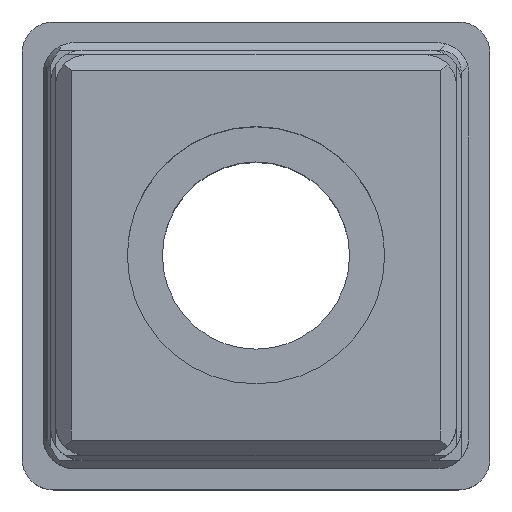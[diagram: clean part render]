
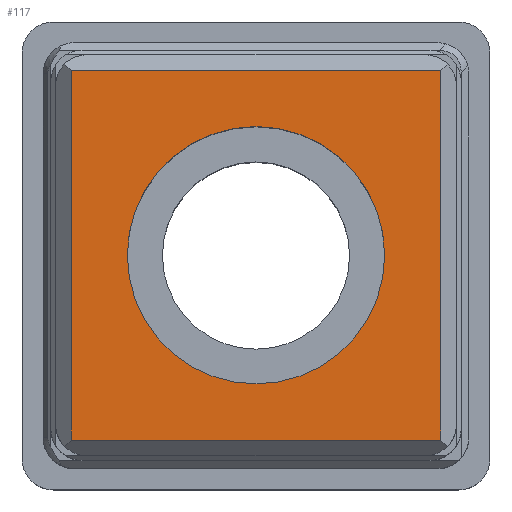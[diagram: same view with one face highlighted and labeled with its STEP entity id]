
A CAD part, top view. The second image highlights one B-rep face of the part: STEP entity #117.
In plain terms, the highlighted planar face has unit normal (0, 0, 1).
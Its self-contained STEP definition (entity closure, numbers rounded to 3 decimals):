
#117=ADVANCED_FACE('',(#231,#232),#233,.T.);
#231=FACE_OUTER_BOUND('',#551,.T.);
#232=FACE_BOUND('',#552,.T.);
#233=PLANE('',#553);
#551=EDGE_LOOP('',(#1190,#1191,#1192,#1193));
#552=EDGE_LOOP('',(#1194,#1195));
#553=AXIS2_PLACEMENT_3D('',#1196,#1197,#1198);
#1190=ORIENTED_EDGE('',*,*,#1743,.T.);
#1191=ORIENTED_EDGE('',*,*,#1744,.T.);
#1192=ORIENTED_EDGE('',*,*,#1745,.T.);
#1193=ORIENTED_EDGE('',*,*,#1746,.T.);
#1194=ORIENTED_EDGE('',*,*,#1747,.F.);
#1195=ORIENTED_EDGE('',*,*,#1740,.F.);
#1196=CARTESIAN_POINT('',(-53.127,47.613,33.0));
#1197=DIRECTION('',(0.0,0.0,1.0));
#1198=DIRECTION('',(1.0,0.0,0.0));
#1740=EDGE_CURVE('',#1986,#1989,#1990,.T.);
#1743=EDGE_CURVE('',#1994,#1995,#1996,.T.);
#1744=EDGE_CURVE('',#1995,#1997,#1998,.T.);
#1745=EDGE_CURVE('',#1997,#1999,#2000,.T.);
#1746=EDGE_CURVE('',#1999,#1994,#2001,.T.);
#1747=EDGE_CURVE('',#1989,#1986,#2002,.T.);
#1986=VERTEX_POINT('',#2517);
#1989=VERTEX_POINT('',#2521);
#1990=CIRCLE('',#2522,8.25);
#1994=VERTEX_POINT('',#2527);
#1995=VERTEX_POINT('',#2528);
#1996=LINE('',#2529,#2530);
#1997=VERTEX_POINT('',#2531);
#1998=LINE('',#2532,#2533);
#1999=VERTEX_POINT('',#2534);
#2000=LINE('',#2535,#2536);
#2001=LINE('',#2537,#2538);
#2002=CIRCLE('',#2539,8.25);
#2517=CARTESIAN_POINT('',(-29.457,63.033,33.0));
#2521=CARTESIAN_POINT('',(-45.957,63.033,33.0));
#2522=AXIS2_PLACEMENT_3D('',#2980,#2981,#2982);
#2527=CARTESIAN_POINT('',(-49.557,51.183,33.0));
#2528=CARTESIAN_POINT('',(-25.857,51.183,33.0));
#2529=CARTESIAN_POINT('',(-49.557,51.183,33.0));
#2530=VECTOR('',#2987,23.7);
#2531=CARTESIAN_POINT('',(-25.857,74.883,33.0));
#2532=CARTESIAN_POINT('',(-25.857,51.183,33.0));
#2533=VECTOR('',#2988,23.7);
#2534=CARTESIAN_POINT('',(-49.557,74.883,33.0));
#2535=CARTESIAN_POINT('',(-25.857,74.883,33.0));
#2536=VECTOR('',#2989,23.7);
#2537=CARTESIAN_POINT('',(-49.557,74.883,33.0));
#2538=VECTOR('',#2990,23.7);
#2539=AXIS2_PLACEMENT_3D('',#2991,#2992,#2993);
#2980=CARTESIAN_POINT('',(-37.707,63.033,33.0));
#2981=DIRECTION('',(0.0,0.0,1.0));
#2982=DIRECTION('',(1.0,0.0,0.0));
#2987=DIRECTION('',(1.0,0.0,0.0));
#2988=DIRECTION('',(0.0,1.0,0.0));
#2989=DIRECTION('',(-1.0,0.0,0.0));
#2990=DIRECTION('',(0.0,-1.0,0.0));
#2991=CARTESIAN_POINT('',(-37.707,63.033,33.0));
#2992=DIRECTION('',(0.0,0.0,1.0));
#2993=DIRECTION('',(1.0,0.0,0.0));
